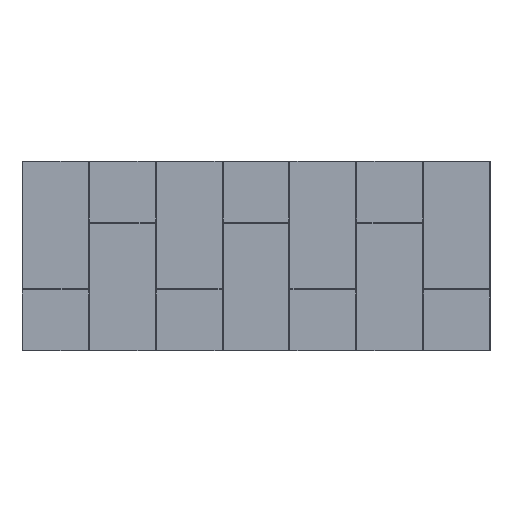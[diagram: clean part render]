
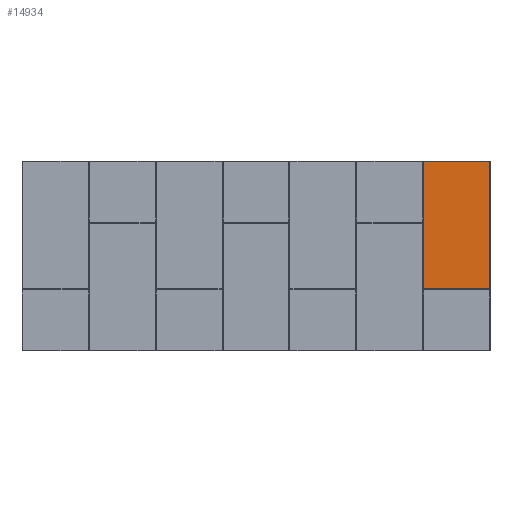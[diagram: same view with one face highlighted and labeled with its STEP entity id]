
A CAD part, top view. The second image highlights one B-rep face of the part: STEP entity #14934.
In plain terms, the highlighted planar face has unit normal (0, 0, 1).
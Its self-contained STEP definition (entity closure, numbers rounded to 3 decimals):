
#1100 = CARTESIAN_POINT ( 'NONE',  ( 916.715, -607.432, 4.762 ) ) ;
#1537 = VERTEX_POINT ( 'NONE', #6416 ) ;
#2142 = AXIS2_PLACEMENT_3D ( 'NONE', #11151, #9673, #15667 ) ;
#2485 = CARTESIAN_POINT ( 'NONE',  ( 916.614, -607.362, 4.762 ) ) ;
#2532 = CARTESIAN_POINT ( 'NONE',  ( 916.8, -607.446, 4.762 ) ) ;
#2578 = CARTESIAN_POINT ( 'NONE',  ( 916.654, -607.399, 4.762 ) ) ;
#3870 = CARTESIAN_POINT ( 'NONE',  ( 916.695, -607.424, 4.762 ) ) ;
#4055 = DIRECTION ( 'NONE',  ( 0., -1., 0. ) ) ;
#4058 = CARTESIAN_POINT ( 'NONE',  ( 916.601, -607.346, 4.762 ) ) ;
#4612 = CARTESIAN_POINT ( 'NONE',  ( 916.554, -607.2, 4.762 ) ) ;
#5450 = CARTESIAN_POINT ( 'NONE',  ( 916.632, -607.38, 4.762 ) ) ;
#5542 = LINE ( 'NONE', #11162, #11950 ) ;
#5616 = VERTEX_POINT ( 'NONE', #12457 ) ;
#5726 = EDGE_CURVE ( 'NONE', #17941, #5616, #5542, .T. ) ;
#5991 = LINE ( 'NONE', #10322, #13386 ) ;
#6233 = DIRECTION ( 'NONE',  ( 0., -1., 0. ) ) ;
#6416 = CARTESIAN_POINT ( 'NONE',  ( 916.554, -25.4, 4.762 ) ) ;
#6550 = CARTESIAN_POINT ( 'NONE',  ( 916.778, -607.446, 4.762 ) ) ;
#6604 = VECTOR ( 'NONE', #4055, 1000. ) ;
#6733 = CARTESIAN_POINT ( 'NONE',  ( 916.554, 0., 4.762 ) ) ;
#6736 = CARTESIAN_POINT ( 'NONE',  ( 916.62, -607.368, 4.762 ) ) ;
#8206 = CARTESIAN_POINT ( 'NONE',  ( 1218.235, -25.4, 4.763 ) ) ;
#8221 = ORIENTED_EDGE ( 'NONE', *, *, #16890, .F. ) ;
#8287 = PLANE ( 'NONE',  #2142 ) ;
#8412 = EDGE_LOOP ( 'NONE', ( #14078, #14378, #13231, #15502, #8221 ) ) ;
#9252 = VECTOR ( 'NONE', #6233, 1000. ) ;
#9485 = CARTESIAN_POINT ( 'NONE',  ( 916.665, -607.407, 4.762 ) ) ;
#9673 = DIRECTION ( 'NONE',  ( 0., 0., 1. ) ) ;
#9683 = CARTESIAN_POINT ( 'NONE',  ( 916.556, -607.244, 4.762 ) ) ;
#10322 = CARTESIAN_POINT ( 'NONE',  ( 0., -25.4, 4.762 ) ) ;
#10561 = LINE ( 'NONE', #14797, #9252 ) ;
#10792 = CARTESIAN_POINT ( 'NONE',  ( 916.554, -607.2, 4.762 ) ) ;
#10969 = CARTESIAN_POINT ( 'NONE',  ( 916.568, -607.285, 4.762 ) ) ;
#11151 = CARTESIAN_POINT ( 'NONE',  ( 0., 0., 4.762 ) ) ;
#11162 = CARTESIAN_POINT ( 'NONE',  ( 0., -607.446, 4.762 ) ) ;
#11481 = VERTEX_POINT ( 'NONE', #8206 ) ;
#11767 = B_SPLINE_CURVE_WITH_KNOTS ( 'NONE', 3,
 ( #13735, #6550, #16514, #1100, #3870, #9485, #2578, #15123, #5450, #6736, #2485, #4058, #16431, #12359, #10969, #9683, #15311, #10792 ),
 .UNSPECIFIED., .F., .F.,
 ( 4, 2, 2, 2, 2, 2, 2, 2, 4 ),
 ( 0., 0.169, 0.333, 0.436, 0.5, 0.564, 0.667, 0.831, 1. ),
 .UNSPECIFIED. ) ;
#11950 = VECTOR ( 'NONE', #16791, 1000. ) ;
#12259 = EDGE_CURVE ( 'NONE', #17941, #13394, #11767, .T. ) ;
#12354 = LINE ( 'NONE', #6733, #6604 ) ;
#12359 = CARTESIAN_POINT ( 'NONE',  ( 916.576, -607.305, 4.762 ) ) ;
#12457 = CARTESIAN_POINT ( 'NONE',  ( 1218.235, -607.446, 4.763 ) ) ;
#13231 = ORIENTED_EDGE ( 'NONE', *, *, #12259, .F. ) ;
#13386 = VECTOR ( 'NONE', #15866, 1000. ) ;
#13394 = VERTEX_POINT ( 'NONE', #4612 ) ;
#13545 = EDGE_CURVE ( 'NONE', #1537, #11481, #5991, .T. ) ;
#13735 = CARTESIAN_POINT ( 'NONE',  ( 916.8, -607.446, 4.762 ) ) ;
#14078 = ORIENTED_EDGE ( 'NONE', *, *, #13545, .F. ) ;
#14378 = ORIENTED_EDGE ( 'NONE', *, *, #16637, .T. ) ;
#14797 = CARTESIAN_POINT ( 'NONE',  ( 1218.235, 0., 4.763 ) ) ;
#14934 = ADVANCED_FACE ( 'NONE', ( #17055 ), #8287, .T. ) ;
#15123 = CARTESIAN_POINT ( 'NONE',  ( 916.638, -607.386, 4.762 ) ) ;
#15311 = CARTESIAN_POINT ( 'NONE',  ( 916.554, -607.222, 4.762 ) ) ;
#15502 = ORIENTED_EDGE ( 'NONE', *, *, #5726, .T. ) ;
#15667 = DIRECTION ( 'NONE',  ( 1., 0., 0. ) ) ;
#15866 = DIRECTION ( 'NONE',  ( 1., 0., 0. ) ) ;
#16431 = CARTESIAN_POINT ( 'NONE',  ( 916.593, -607.335, 4.762 ) ) ;
#16514 = CARTESIAN_POINT ( 'NONE',  ( 916.756, -607.444, 4.762 ) ) ;
#16637 = EDGE_CURVE ( 'NONE', #1537, #13394, #12354, .T. ) ;
#16791 = DIRECTION ( 'NONE',  ( 1., 0., 0. ) ) ;
#16890 = EDGE_CURVE ( 'NONE', #11481, #5616, #10561, .T. ) ;
#17055 = FACE_OUTER_BOUND ( 'NONE', #8412, .T. ) ;
#17941 = VERTEX_POINT ( 'NONE', #2532 ) ;
